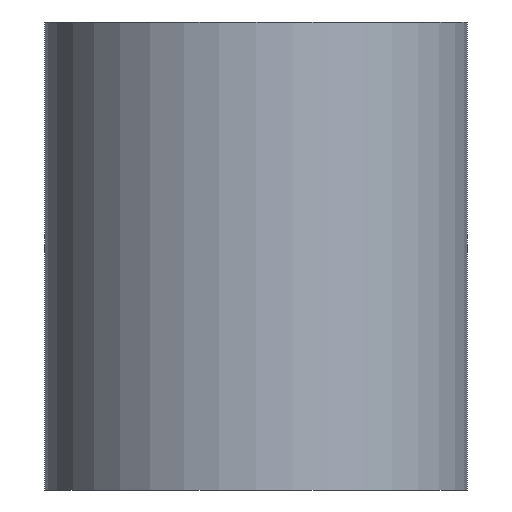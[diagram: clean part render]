
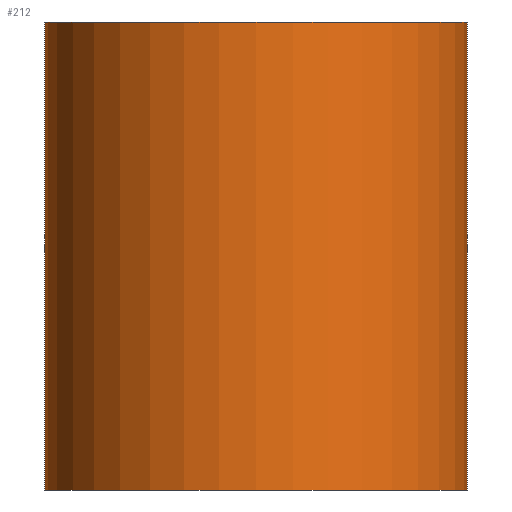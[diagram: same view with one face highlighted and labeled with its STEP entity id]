
A CAD part, front view. The second image highlights one B-rep face of the part: STEP entity #212.
In plain terms, the highlighted cylindrical face has radius 16.25 mm (diameter 32.5 mm), a partial arc.
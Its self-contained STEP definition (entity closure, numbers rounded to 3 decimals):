
#1 = DIRECTION ( 'NONE',  ( 1., 0., 0. ) ) ;
#2 = DIRECTION ( 'NONE',  ( 0., 0., 1. ) ) ;
#3 = CARTESIAN_POINT ( 'NONE',  ( 0., 0., -36. ) ) ;
#5 = AXIS2_PLACEMENT_3D ( 'NONE', #3, #2, #1 ) ;
#45 = DIRECTION ( 'NONE',  ( 0., 0., 1. ) ) ;
#46 = VECTOR ( 'NONE', #45, 1000. ) ;
#58 = CARTESIAN_POINT ( 'NONE',  ( 16.25, 0., 0. ) ) ;
#59 = LINE ( 'NONE', #58, #46 ) ;
#112 = CIRCLE ( 'NONE', #5, 16.25 ) ;
#121 = VERTEX_POINT ( 'NONE', #195 ) ;
#122 = VERTEX_POINT ( 'NONE', #194 ) ;
#127 = VERTEX_POINT ( 'NONE', #192 ) ;
#139 = EDGE_CURVE ( 'NONE', #121, #122, #251, .T. ) ;
#160 = VERTEX_POINT ( 'NONE', #242 ) ;
#166 = ORIENTED_EDGE ( 'NONE', *, *, #342, .T. ) ;
#167 = ORIENTED_EDGE ( 'NONE', *, *, #362, .T. ) ;
#168 = ORIENTED_EDGE ( 'NONE', *, *, #208, .F. ) ;
#192 = CARTESIAN_POINT ( 'NONE',  ( 16.25, 0., -36. ) ) ;
#194 = CARTESIAN_POINT ( 'NONE',  ( -16.25, 0., 0. ) ) ;
#195 = CARTESIAN_POINT ( 'NONE',  ( -16.25, 0., -36. ) ) ;
#208 = EDGE_CURVE ( 'NONE', #122, #160, #317, .T. ) ;
#212 = ADVANCED_FACE ( 'NONE', ( #284 ), #283, .T. ) ;
#213 = EDGE_LOOP ( 'NONE', ( #214, #166, #167, #168 ) ) ;
#214 = ORIENTED_EDGE ( 'NONE', *, *, #139, .F. ) ;
#242 = CARTESIAN_POINT ( 'NONE',  ( 16.25, 0., 0. ) ) ;
#248 = DIRECTION ( 'NONE',  ( 0., 0., 1. ) ) ;
#249 = VECTOR ( 'NONE', #248, 1000. ) ;
#250 = CARTESIAN_POINT ( 'NONE',  ( -16.25, 0., 0. ) ) ;
#251 = LINE ( 'NONE', #250, #249 ) ;
#279 = DIRECTION ( 'NONE',  ( 1., 0., 0. ) ) ;
#280 = DIRECTION ( 'NONE',  ( 0., 0., 1. ) ) ;
#281 = CARTESIAN_POINT ( 'NONE',  ( 0., 0., 0. ) ) ;
#282 = AXIS2_PLACEMENT_3D ( 'NONE', #281, #280, #279 ) ;
#283 = CYLINDRICAL_SURFACE ( 'NONE', #282, 16.25 ) ;
#284 = FACE_OUTER_BOUND ( 'NONE', #213, .T. ) ;
#313 = DIRECTION ( 'NONE',  ( 1., 0., 0. ) ) ;
#314 = DIRECTION ( 'NONE',  ( 0., 0., 1. ) ) ;
#315 = CARTESIAN_POINT ( 'NONE',  ( 0., 0., 0. ) ) ;
#316 = AXIS2_PLACEMENT_3D ( 'NONE', #315, #314, #313 ) ;
#317 = CIRCLE ( 'NONE', #316, 16.25 ) ;
#342 = EDGE_CURVE ( 'NONE', #121, #127, #112, .T. ) ;
#362 = EDGE_CURVE ( 'NONE', #127, #160, #59, .T. ) ;
